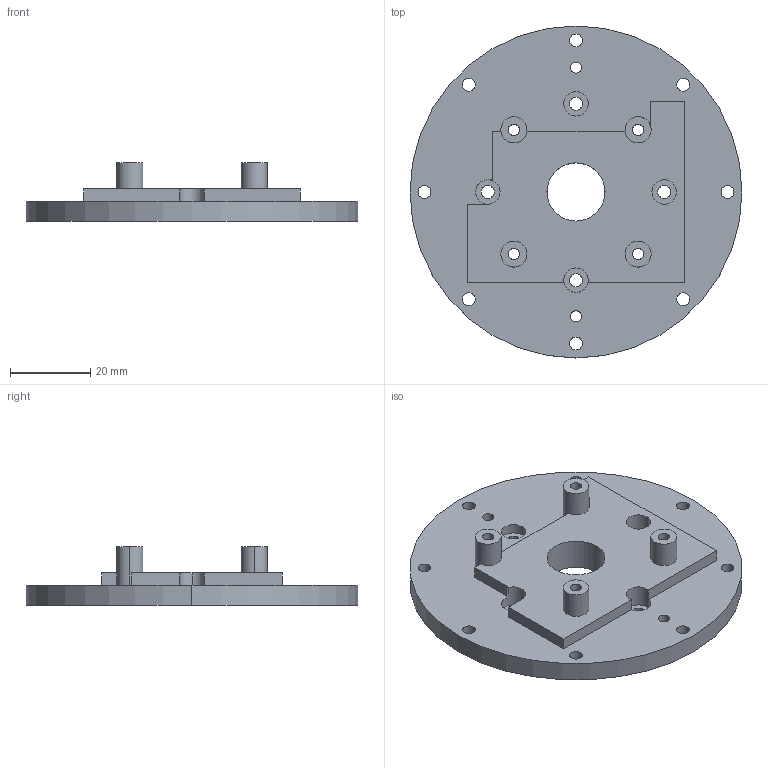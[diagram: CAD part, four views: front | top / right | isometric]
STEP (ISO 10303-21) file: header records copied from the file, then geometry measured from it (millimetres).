
FILE_DESCRIPTION (( 'STEP AP214' ), '1' );
FILE_NAME ('bottom_lid_J4.STEP', '2024-05-08T10:52:16', ( '' ), ( '' ), 'SwSTEP 2.0', 'SolidWorks 2020', '' );
FILE_SCHEMA (( 'AUTOMOTIVE_DESIGN' ));
Length unit declared in the file: millimetre
Products named in the file (1): bottom_lid_J4
Bounding box: 82.8 x 82.8 x 14.5 mm (x, y, z)
Volume: 31237.3 mm3; surface area: 14351.6 mm2
Topology: 1 solids, 1 shells, 78 faces, 213 edges, 142 vertices
Faces by surface type: cylinder 56, plane 22
Entity records: 2647 total; most frequent: DIRECTION 491, CARTESIAN_POINT 434, ORIENTED_EDGE 426, EDGE_CURVE 213, AXIS2_PLACEMENT_3D 199, VERTEX_POINT 142, EDGE_LOOP 121, CIRCLE 120
